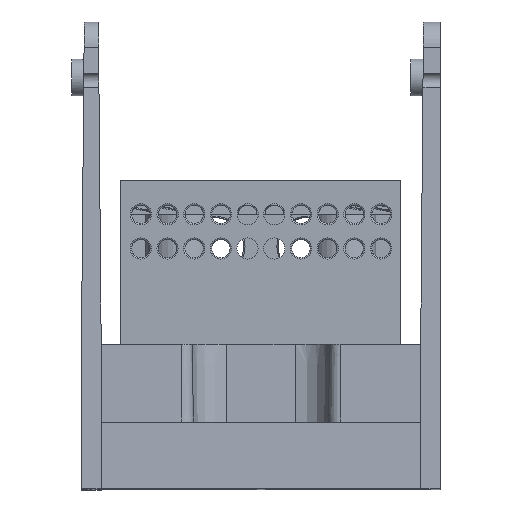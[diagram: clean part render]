
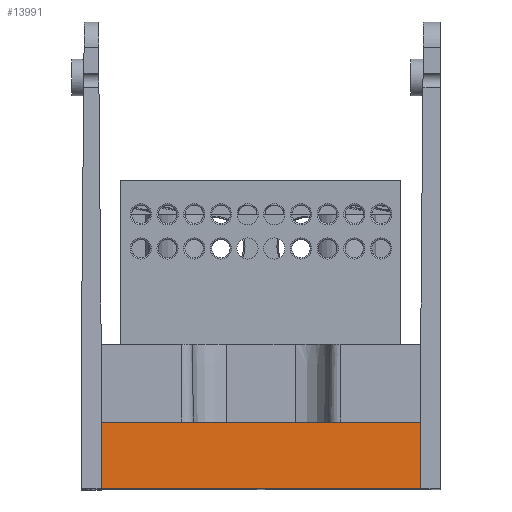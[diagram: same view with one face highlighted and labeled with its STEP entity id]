
A CAD part, top view. The second image highlights one B-rep face of the part: STEP entity #13991.
In plain terms, the highlighted planar face has unit normal (0, 0.035, 0.999).
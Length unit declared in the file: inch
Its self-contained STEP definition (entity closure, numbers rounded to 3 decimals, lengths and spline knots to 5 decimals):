
#2414 = VECTOR ( 'NONE', #11141, 39.37008 ) ;
#2453 = LINE ( 'NONE', #11242, #2414 ) ;
#4500 = FACE_OUTER_BOUND ( 'NONE', #12259, .T. ) ;
#5479 = DIRECTION ( 'NONE',  ( 1., 0., 0. ) ) ;
#5673 = CARTESIAN_POINT ( 'NONE',  ( -1.215, 0., 2.75 ) ) ;
#5840 = DIRECTION ( 'NONE',  ( 0., -0.999, 0.035 ) ) ;
#5894 = CARTESIAN_POINT ( 'NONE',  ( 1.215, 0., 2.75 ) ) ;
#6194 = CARTESIAN_POINT ( 'NONE',  ( -1.215, 0.5, 2.73254 ) ) ;
#6495 = EDGE_CURVE ( 'NONE', #13070, #13331, #2453, .T. ) ;
#7343 = EDGE_CURVE ( 'NONE', #13070, #14214, #20475, .T. ) ;
#7348 = EDGE_CURVE ( 'NONE', #14214, #13727, #20326, .T. ) ;
#7387 = EDGE_CURVE ( 'NONE', #13331, #13727, #20766, .T. ) ;
#10016 = CARTESIAN_POINT ( 'NONE',  ( -1.215, 0.5, 2.73254 ) ) ;
#10820 = DIRECTION ( 'NONE',  ( 0., -0.999, 0.035 ) ) ;
#10845 = DIRECTION ( 'NONE',  ( 0., 0.035, 0.999 ) ) ;
#10929 = CARTESIAN_POINT ( 'NONE',  ( -1.215, 0., 2.75 ) ) ;
#11141 = DIRECTION ( 'NONE',  ( 0., -0.999, 0.035 ) ) ;
#11218 = ORIENTED_EDGE ( 'NONE', *, *, #7387, .T. ) ;
#11242 = CARTESIAN_POINT ( 'NONE',  ( -1.215, 0., 2.75 ) ) ;
#12259 = EDGE_LOOP ( 'NONE', ( #24324, #25718, #16322, #11218 ) ) ;
#12618 = PLANE ( 'NONE',  #20366 ) ;
#13070 = VERTEX_POINT ( 'NONE', #10016 ) ;
#13331 = VERTEX_POINT ( 'NONE', #20477 ) ;
#13727 = VERTEX_POINT ( 'NONE', #13763 ) ;
#13763 = CARTESIAN_POINT ( 'NONE',  ( 1.215, 0., 2.75 ) ) ;
#13991 = ADVANCED_FACE ( 'NONE', ( #4500 ), #12618, .T. ) ;
#14214 = VERTEX_POINT ( 'NONE', #14931 ) ;
#14931 = CARTESIAN_POINT ( 'NONE',  ( 1.215, 0.5, 2.73254 ) ) ;
#16322 = ORIENTED_EDGE ( 'NONE', *, *, #6495, .T. ) ;
#20121 = VECTOR ( 'NONE', #5479, 39.37008 ) ;
#20186 = VECTOR ( 'NONE', #5840, 39.37008 ) ;
#20326 = LINE ( 'NONE', #5894, #20186 ) ;
#20366 = AXIS2_PLACEMENT_3D ( 'NONE', #10929, #10845, #10820 ) ;
#20475 = LINE ( 'NONE', #6194, #21626 ) ;
#20477 = CARTESIAN_POINT ( 'NONE',  ( -1.215, 0., 2.75 ) ) ;
#20766 = LINE ( 'NONE', #5673, #20121 ) ;
#21626 = VECTOR ( 'NONE', #24134, 39.37008 ) ;
#24134 = DIRECTION ( 'NONE',  ( 1., 0., 0. ) ) ;
#24324 = ORIENTED_EDGE ( 'NONE', *, *, #7348, .F. ) ;
#25718 = ORIENTED_EDGE ( 'NONE', *, *, #7343, .F. ) ;
